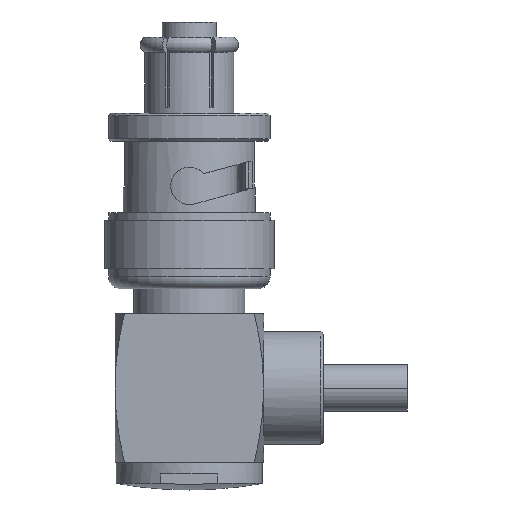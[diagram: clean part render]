
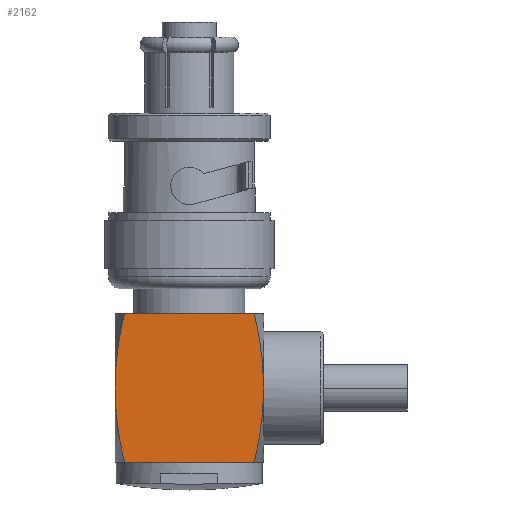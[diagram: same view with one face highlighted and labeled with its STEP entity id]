
A CAD part, top view. The second image highlights one B-rep face of the part: STEP entity #2162.
In plain terms, the highlighted planar face has unit normal (0, 0, 1).
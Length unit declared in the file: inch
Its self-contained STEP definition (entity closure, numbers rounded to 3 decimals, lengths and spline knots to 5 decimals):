
#37 = CIRCLE ( 'NONE', #3705, 1. ) ;
#513 = CARTESIAN_POINT ( 'NONE',  ( 0.75, -1.15702, 0.25 ) ) ;
#661 = VERTEX_POINT ( 'NONE', #3734 ) ;
#738 = EDGE_CURVE ( 'NONE', #2440, #1362, #3992, .T. ) ;
#910 = EDGE_CURVE ( 'NONE', #1362, #6136, #4105, .T. ) ;
#936 = DIRECTION ( 'NONE',  ( 0., 0., 1. ) ) ;
#1023 = EDGE_CURVE ( 'NONE', #661, #2948, #37, .T. ) ;
#1075 = PLANE ( 'NONE',  #3109 ) ;
#1335 = CARTESIAN_POINT ( 'NONE',  ( 0.21825, -1.40702, 0.25 ) ) ;
#1359 = DIRECTION ( 'NONE',  ( -1., 0., 0. ) ) ;
#1362 = VERTEX_POINT ( 'NONE', #2310 ) ;
#1521 = DIRECTION ( 'NONE',  ( 1., 0., 0. ) ) ;
#1549 = DIRECTION ( 'NONE',  ( 1., 0., 0. ) ) ;
#1572 = DIRECTION ( 'NONE',  ( 1., 0., 0. ) ) ;
#1592 = LINE ( 'NONE', #5011, #5577 ) ;
#1609 = FACE_OUTER_BOUND ( 'NONE', #4472, .T. ) ;
#1900 = CIRCLE ( 'NONE', #2854, 1. ) ;
#2007 = DIRECTION ( 'NONE',  ( 0., 0., 1. ) ) ;
#2162 = ADVANCED_FACE ( 'NONE', ( #1609 ), #1075, .T. ) ;
#2236 = ORIENTED_EDGE ( 'NONE', *, *, #3726, .T. ) ;
#2303 = AXIS2_PLACEMENT_3D ( 'NONE', #5452, #936, #4545 ) ;
#2310 = CARTESIAN_POINT ( 'NONE',  ( 0.21825, -0.90702, 0.25 ) ) ;
#2440 = VERTEX_POINT ( 'NONE', #2856 ) ;
#2447 = VERTEX_POINT ( 'NONE', #1335 ) ;
#2621 = ORIENTED_EDGE ( 'NONE', *, *, #6069, .T. ) ;
#2668 = DIRECTION ( 'NONE',  ( 0., 0., 1. ) ) ;
#2854 = AXIS2_PLACEMENT_3D ( 'NONE', #513, #6080, #4509 ) ;
#2856 = CARTESIAN_POINT ( 'NONE',  ( 0.25, -1.15702, 0.25 ) ) ;
#2948 = VERTEX_POINT ( 'NONE', #3748 ) ;
#3109 = AXIS2_PLACEMENT_3D ( 'NONE', #4554, #2668, #1572 ) ;
#3233 = CARTESIAN_POINT ( 'NONE',  ( 0.75, -1.15702, 0.25 ) ) ;
#3477 = AXIS2_PLACEMENT_3D ( 'NONE', #5387, #2007, #1549 ) ;
#3685 = CARTESIAN_POINT ( 'NONE',  ( 0.21825, -0.90702, 0.25 ) ) ;
#3705 = AXIS2_PLACEMENT_3D ( 'NONE', #3233, #5879, #1359 ) ;
#3726 = EDGE_CURVE ( 'NONE', #2948, #2447, #1592, .T. ) ;
#3734 = CARTESIAN_POINT ( 'NONE',  ( -0.25, -1.15702, 0.25 ) ) ;
#3748 = CARTESIAN_POINT ( 'NONE',  ( -0.21825, -1.40702, 0.25 ) ) ;
#3992 = CIRCLE ( 'NONE', #3477, 1. ) ;
#4105 = LINE ( 'NONE', #3685, #4853 ) ;
#4149 = ORIENTED_EDGE ( 'NONE', *, *, #4269, .T. ) ;
#4269 = EDGE_CURVE ( 'NONE', #2447, #2440, #4288, .T. ) ;
#4288 = CIRCLE ( 'NONE', #2303, 1. ) ;
#4451 = ORIENTED_EDGE ( 'NONE', *, *, #738, .T. ) ;
#4472 = EDGE_LOOP ( 'NONE', ( #4669, #2621, #5345, #2236, #4149, #4451 ) ) ;
#4509 = DIRECTION ( 'NONE',  ( -0.968, 0.25, 0. ) ) ;
#4545 = DIRECTION ( 'NONE',  ( 0.968, -0.25, 0. ) ) ;
#4554 = CARTESIAN_POINT ( 'NONE',  ( 0., -1.15702, 0.25 ) ) ;
#4669 = ORIENTED_EDGE ( 'NONE', *, *, #910, .T. ) ;
#4853 = VECTOR ( 'NONE', #6134, 39.37008 ) ;
#5011 = CARTESIAN_POINT ( 'NONE',  ( -0.21825, -1.40702, 0.25 ) ) ;
#5192 = CARTESIAN_POINT ( 'NONE',  ( -0.21825, -0.90702, 0.25 ) ) ;
#5345 = ORIENTED_EDGE ( 'NONE', *, *, #1023, .T. ) ;
#5387 = CARTESIAN_POINT ( 'NONE',  ( -0.75, -1.15702, 0.25 ) ) ;
#5452 = CARTESIAN_POINT ( 'NONE',  ( -0.75, -1.15702, 0.25 ) ) ;
#5577 = VECTOR ( 'NONE', #1521, 39.37008 ) ;
#5879 = DIRECTION ( 'NONE',  ( 0., 0., 1. ) ) ;
#6069 = EDGE_CURVE ( 'NONE', #6136, #661, #1900, .T. ) ;
#6080 = DIRECTION ( 'NONE',  ( 0., 0., 1. ) ) ;
#6134 = DIRECTION ( 'NONE',  ( -1., 0., 0. ) ) ;
#6136 = VERTEX_POINT ( 'NONE', #5192 ) ;
